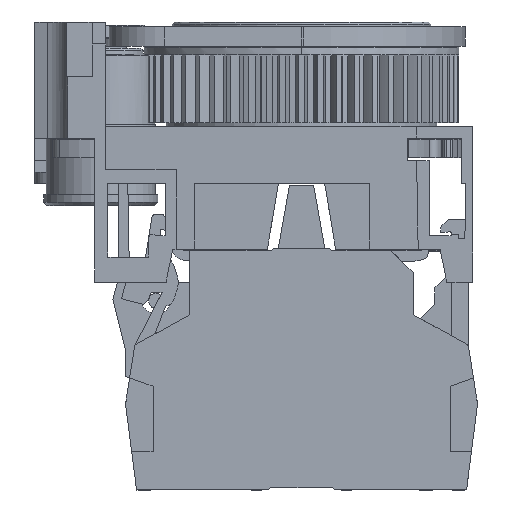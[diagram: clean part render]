
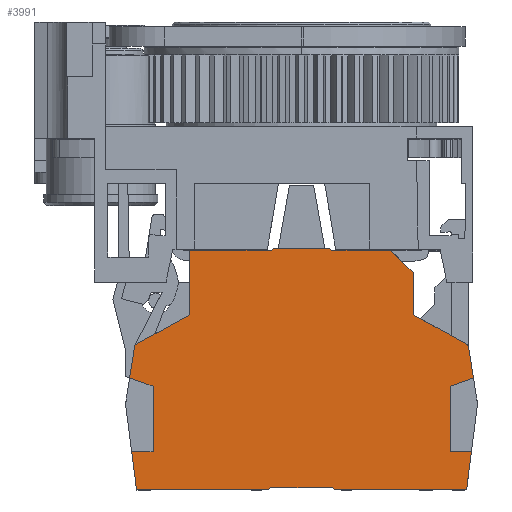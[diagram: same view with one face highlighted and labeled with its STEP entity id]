
A CAD part, left-side view. The second image highlights one B-rep face of the part: STEP entity #3991.
In plain terms, the highlighted planar face has unit normal (-1, 0, 0).
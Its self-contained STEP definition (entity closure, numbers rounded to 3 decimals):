
#3991=ADVANCED_FACE('',(#10043),#10044,.F.);
#10043=FACE_OUTER_BOUND('',#18235,.T.);
#10044=PLANE('',#18236);
#18235=EDGE_LOOP('',(#30399,#30400,#30401,#30402,#30403,#30404,#30405,#30406,#30407,#30408,#30409,#30410,#30411,#30412,#30413,#30414,#30415,#30416,#30417,#30418,#30419,#30420,#30421,#30422,#30423,#30424,#30425,#30426,#30427));
#18236=AXIS2_PLACEMENT_3D('',#30428,#30429,#30430);
#30399=ORIENTED_EDGE('',*,*,#52973,.T.);
#30400=ORIENTED_EDGE('',*,*,#52886,.F.);
#30401=ORIENTED_EDGE('',*,*,#52989,.F.);
#30402=ORIENTED_EDGE('',*,*,#52990,.F.);
#30403=ORIENTED_EDGE('',*,*,#52991,.F.);
#30404=ORIENTED_EDGE('',*,*,#52992,.F.);
#30405=ORIENTED_EDGE('',*,*,#52993,.F.);
#30406=ORIENTED_EDGE('',*,*,#52948,.F.);
#30407=ORIENTED_EDGE('',*,*,#52994,.F.);
#30408=ORIENTED_EDGE('',*,*,#52376,.F.);
#30409=ORIENTED_EDGE('',*,*,#52995,.F.);
#30410=ORIENTED_EDGE('',*,*,#52996,.F.);
#30411=ORIENTED_EDGE('',*,*,#52870,.F.);
#30412=ORIENTED_EDGE('',*,*,#52873,.F.);
#30413=ORIENTED_EDGE('',*,*,#52880,.F.);
#30414=ORIENTED_EDGE('',*,*,#52977,.T.);
#30415=ORIENTED_EDGE('',*,*,#52979,.T.);
#30416=ORIENTED_EDGE('',*,*,#52983,.T.);
#30417=ORIENTED_EDGE('',*,*,#52997,.F.);
#30418=ORIENTED_EDGE('',*,*,#52998,.F.);
#30419=ORIENTED_EDGE('',*,*,#52092,.F.);
#30420=ORIENTED_EDGE('',*,*,#52999,.F.);
#30421=ORIENTED_EDGE('',*,*,#53000,.F.);
#30422=ORIENTED_EDGE('',*,*,#53001,.F.);
#30423=ORIENTED_EDGE('',*,*,#52107,.F.);
#30424=ORIENTED_EDGE('',*,*,#52912,.F.);
#30425=ORIENTED_EDGE('',*,*,#52917,.F.);
#30426=ORIENTED_EDGE('',*,*,#52968,.T.);
#30427=ORIENTED_EDGE('',*,*,#52970,.T.);
#30428=CARTESIAN_POINT('',(0.0,16.139,9.94));
#30429=DIRECTION('',(1.0,0.0,0.0));
#30430=DIRECTION('',(0.0,-1.0,0.0));
#52092=EDGE_CURVE('',#63183,#63185,#63186,.T.);
#52107=EDGE_CURVE('',#63211,#63213,#63214,.T.);
#52376=EDGE_CURVE('',#63615,#63617,#63618,.T.);
#52870=EDGE_CURVE('',#64345,#64342,#64347,.T.);
#52873=EDGE_CURVE('',#64349,#64345,#64351,.T.);
#52880=EDGE_CURVE('',#64361,#64349,#64363,.T.);
#52886=EDGE_CURVE('',#64369,#64371,#64372,.T.);
#52912=EDGE_CURVE('',#64411,#63211,#64413,.T.);
#52917=EDGE_CURVE('',#64418,#64411,#64420,.T.);
#52948=EDGE_CURVE('',#64462,#64459,#64464,.T.);
#52968=EDGE_CURVE('',#64418,#64488,#64490,.T.);
#52970=EDGE_CURVE('',#64488,#64492,#64493,.T.);
#52973=EDGE_CURVE('',#64492,#64371,#64496,.T.);
#52977=EDGE_CURVE('',#64361,#64500,#64502,.T.);
#52979=EDGE_CURVE('',#64500,#64504,#64505,.T.);
#52983=EDGE_CURVE('',#64504,#64510,#64511,.T.);
#52989=EDGE_CURVE('',#64518,#64369,#64519,.T.);
#52990=EDGE_CURVE('',#64520,#64518,#64521,.T.);
#52991=EDGE_CURVE('',#64522,#64520,#64523,.T.);
#52992=EDGE_CURVE('',#64524,#64522,#64525,.T.);
#52993=EDGE_CURVE('',#64459,#64524,#64526,.T.);
#52994=EDGE_CURVE('',#63617,#64462,#64527,.T.);
#52995=EDGE_CURVE('',#64528,#63615,#64529,.T.);
#52996=EDGE_CURVE('',#64342,#64528,#64530,.T.);
#52997=EDGE_CURVE('',#64531,#64510,#64532,.T.);
#52998=EDGE_CURVE('',#63185,#64531,#64533,.T.);
#52999=EDGE_CURVE('',#64534,#63183,#64535,.T.);
#53000=EDGE_CURVE('',#64536,#64534,#64537,.T.);
#53001=EDGE_CURVE('',#63213,#64536,#64538,.T.);
#63183=VERTEX_POINT('',#79526);
#63185=VERTEX_POINT('',#79529);
#63186=LINE('',#79530,#79531);
#63211=VERTEX_POINT('',#79567);
#63213=VERTEX_POINT('',#79570);
#63214=LINE('',#79571,#79572);
#63615=VERTEX_POINT('',#80192);
#63617=VERTEX_POINT('',#80195);
#63618=LINE('',#80196,#80197);
#64342=VERTEX_POINT('',#81222);
#64345=VERTEX_POINT('',#81227);
#64347=LINE('',#81230,#81231);
#64349=VERTEX_POINT('',#81233);
#64351=LINE('',#81236,#81237);
#64361=VERTEX_POINT('',#81251);
#64363=LINE('',#81254,#81255);
#64369=VERTEX_POINT('',#81263);
#64371=VERTEX_POINT('',#81266);
#64372=LINE('',#81267,#81268);
#64411=VERTEX_POINT('',#81323);
#64413=CIRCLE('',#81326,0.2);
#64418=VERTEX_POINT('',#81333);
#64420=LINE('',#81336,#81337);
#64459=VERTEX_POINT('',#81392);
#64462=VERTEX_POINT('',#81397);
#64464=LINE('',#81400,#81401);
#64488=VERTEX_POINT('',#81434);
#64490=LINE('',#81437,#81438);
#64492=VERTEX_POINT('',#81440);
#64493=LINE('',#81441,#81442);
#64496=LINE('',#81446,#81447);
#64500=VERTEX_POINT('',#81452);
#64502=LINE('',#81455,#81456);
#64504=VERTEX_POINT('',#81458);
#64505=LINE('',#81459,#81460);
#64510=VERTEX_POINT('',#81467);
#64511=LINE('',#81468,#81469);
#64518=VERTEX_POINT('',#81479);
#64519=CIRCLE('',#81480,0.2);
#64520=VERTEX_POINT('',#81481);
#64521=LINE('',#81482,#81483);
#64522=VERTEX_POINT('',#81484);
#64523=LINE('',#81485,#81486);
#64524=VERTEX_POINT('',#81487);
#64525=CIRCLE('',#81488,0.2);
#64526=LINE('',#81489,#81490);
#64527=LINE('',#81491,#81492);
#64528=VERTEX_POINT('',#81493);
#64529=LINE('',#81494,#81495);
#64530=LINE('',#81496,#81497);
#64531=VERTEX_POINT('',#81498);
#64532=LINE('',#81499,#81500);
#64533=CIRCLE('',#81501,0.2);
#64534=VERTEX_POINT('',#81502);
#64535=LINE('',#81503,#81504);
#64536=VERTEX_POINT('',#81505);
#64537=LINE('',#81506,#81507);
#64538=LINE('',#81508,#81509);
#79526=CARTESIAN_POINT('',(0.0,19.,0.));
#79529=CARTESIAN_POINT('',(0.0,30.824,0.));
#79530=CARTESIAN_POINT('',(0.0,19.,0.));
#79531=VECTOR('',#99576,1.0);
#79567=CARTESIAN_POINT('',(0.0,1.176,0.));
#79570=CARTESIAN_POINT('',(0.0,13.,0.));
#79571=CARTESIAN_POINT('',(0.0,1.176,0.));
#79572=VECTOR('',#99592,1.0);
#80192=CARTESIAN_POINT('',(0.0,18.55,22.0));
#80195=CARTESIAN_POINT('',(0.0,13.45,22.0));
#80196=CARTESIAN_POINT('',(0.0,18.55,22.0));
#80197=VECTOR('',#99816,1.0);
#81222=CARTESIAN_POINT('',(0.0,26.2,21.8));
#81227=CARTESIAN_POINT('',(0.0,26.2,15.921));
#81230=CARTESIAN_POINT('',(0.0,26.2,15.921));
#81231=VECTOR('',#100295,1.0);
#81233=CARTESIAN_POINT('',(0.0,31.161,13.171));
#81236=CARTESIAN_POINT('',(0.0,31.161,13.171));
#81237=VECTOR('',#100297,1.0);
#81251=CARTESIAN_POINT('',(0.0,31.626,10.2));
#81254=CARTESIAN_POINT('',(0.0,32.,7.814));
#81255=VECTOR('',#100303,1.0);
#81263=CARTESIAN_POINT('',(0.0,0.824,13.074));
#81266=CARTESIAN_POINT('',(0.0,0.374,10.2));
#81267=CARTESIAN_POINT('',(0.0,0.824,13.074));
#81268=VECTOR('',#100307,1.0);
#81323=CARTESIAN_POINT('',(0.0,0.978,0.175));
#81326=AXIS2_PLACEMENT_3D('',#100334,#100335,#100336);
#81333=CARTESIAN_POINT('',(0.0,0.552,3.5));
#81336=CARTESIAN_POINT('',(0.0,0.,7.814));
#81337=VECTOR('',#100340,1.0);
#81392=CARTESIAN_POINT('',(0.0,7.9,21.8));
#81397=CARTESIAN_POINT('',(0.0,13.25,21.8));
#81400=CARTESIAN_POINT('',(0.0,13.25,21.8));
#81401=VECTOR('',#100369,1.0);
#81434=CARTESIAN_POINT('',(0.0,2.5,3.5));
#81437=CARTESIAN_POINT('',(0.0,8.194,3.5));
#81438=VECTOR('',#100386,1.0);
#81440=CARTESIAN_POINT('',(0.0,2.5,9.426));
#81441=CARTESIAN_POINT('',(0.0,2.5,8.202));
#81442=VECTOR('',#100387,1.0);
#81446=CARTESIAN_POINT('',(0.0,7.314,7.674));
#81447=VECTOR('',#100389,1.0);
#81452=CARTESIAN_POINT('',(0.0,29.5,9.426));
#81455=CARTESIAN_POINT('',(0.0,24.809,7.719));
#81456=VECTOR('',#100392,1.0);
#81458=CARTESIAN_POINT('',(0.0,29.5,3.5));
#81459=CARTESIAN_POINT('',(0.0,29.5,8.202));
#81460=VECTOR('',#100393,1.0);
#81467=CARTESIAN_POINT('',(0.0,31.448,3.5));
#81468=CARTESIAN_POINT('',(0.0,23.944,3.5));
#81469=VECTOR('',#100396,1.0);
#81479=CARTESIAN_POINT('',(0.0,0.924,13.218));
#81480=AXIS2_PLACEMENT_3D('',#100400,#100401,#100402);
#81481=CARTESIAN_POINT('',(0.0,5.8,15.921));
#81482=CARTESIAN_POINT('',(0.0,5.8,15.921));
#81483=VECTOR('',#100403,1.0);
#81484=CARTESIAN_POINT('',(0.0,5.8,19.617));
#81485=CARTESIAN_POINT('',(0.0,5.8,19.617));
#81486=VECTOR('',#100404,1.0);
#81487=CARTESIAN_POINT('',(0.0,5.859,19.759));
#81488=AXIS2_PLACEMENT_3D('',#100405,#100406,#100407);
#81489=CARTESIAN_POINT('',(0.0,7.9,21.8));
#81490=VECTOR('',#100408,1.0);
#81491=CARTESIAN_POINT('',(0.0,13.45,22.0));
#81492=VECTOR('',#100409,1.0);
#81493=CARTESIAN_POINT('',(0.0,18.75,21.8));
#81494=CARTESIAN_POINT('',(0.0,18.75,21.8));
#81495=VECTOR('',#100410,1.0);
#81496=CARTESIAN_POINT('',(0.0,26.2,21.8));
#81497=VECTOR('',#100411,1.0);
#81498=CARTESIAN_POINT('',(0.0,31.022,0.175));
#81499=CARTESIAN_POINT('',(0.0,31.022,0.175));
#81500=VECTOR('',#100412,1.0);
#81501=AXIS2_PLACEMENT_3D('',#100413,#100414,#100415);
#81502=CARTESIAN_POINT('',(0.0,18.8,0.2));
#81503=CARTESIAN_POINT('',(0.0,18.8,0.2));
#81504=VECTOR('',#100416,1.0);
#81505=CARTESIAN_POINT('',(0.0,13.2,0.2));
#81506=CARTESIAN_POINT('',(0.0,13.2,0.2));
#81507=VECTOR('',#100417,1.0);
#81508=CARTESIAN_POINT('',(0.0,13.,0.));
#81509=VECTOR('',#100418,1.0);
#99576=DIRECTION('',(0.0,1.0,0.0));
#99592=DIRECTION('',(0.0,1.0,0.0));
#99816=DIRECTION('',(0.0,-1.0,0.0));
#100295=DIRECTION('',(0.0,0.0,1.0));
#100297=DIRECTION('',(0.0,-0.875,0.485));
#100303=DIRECTION('',(0.0,-0.155,0.988));
#100307=DIRECTION('',(0.0,-0.155,-0.988));
#100334=CARTESIAN_POINT('',(0.0,1.176,0.2));
#100335=DIRECTION('',(1.0,0.0,0.0));
#100336=DIRECTION('',(0.0,-0.992,-0.127));
#100340=DIRECTION('',(0.0,0.127,-0.992));
#100369=DIRECTION('',(0.0,-1.0,0.0));
#100386=DIRECTION('',(-0.0,1.0,0.0));
#100387=DIRECTION('',(0.0,0.0,1.0));
#100389=DIRECTION('',(0.0,-0.94,0.342));
#100392=DIRECTION('',(0.0,-0.94,-0.342));
#100393=DIRECTION('',(0.0,0.0,-1.0));
#100396=DIRECTION('',(-0.0,1.0,0.0));
#100400=CARTESIAN_POINT('',(0.0,1.021,13.043));
#100401=DIRECTION('',(1.0,0.0,0.0));
#100402=DIRECTION('',(0.0,-0.485,0.875));
#100403=DIRECTION('',(0.0,-0.875,-0.485));
#100404=DIRECTION('',(0.0,0.0,-1.0));
#100405=CARTESIAN_POINT('',(0.0,6.,19.617));
#100406=DIRECTION('',(1.0,0.0,0.0));
#100407=DIRECTION('',(0.0,-0.707,0.707));
#100408=DIRECTION('',(0.0,-0.707,-0.707));
#100409=DIRECTION('',(0.0,-0.707,-0.707));
#100410=DIRECTION('',(0.0,-0.707,0.707));
#100411=DIRECTION('',(0.0,-1.0,0.0));
#100412=DIRECTION('',(0.0,0.127,0.992));
#100413=CARTESIAN_POINT('',(0.0,30.824,0.2));
#100414=DIRECTION('',(1.0,0.0,0.0));
#100415=DIRECTION('',(0.0,0.,-1.0));
#100416=DIRECTION('',(0.0,0.707,-0.707));
#100417=DIRECTION('',(0.0,1.0,0.0));
#100418=DIRECTION('',(0.0,0.707,0.707));
